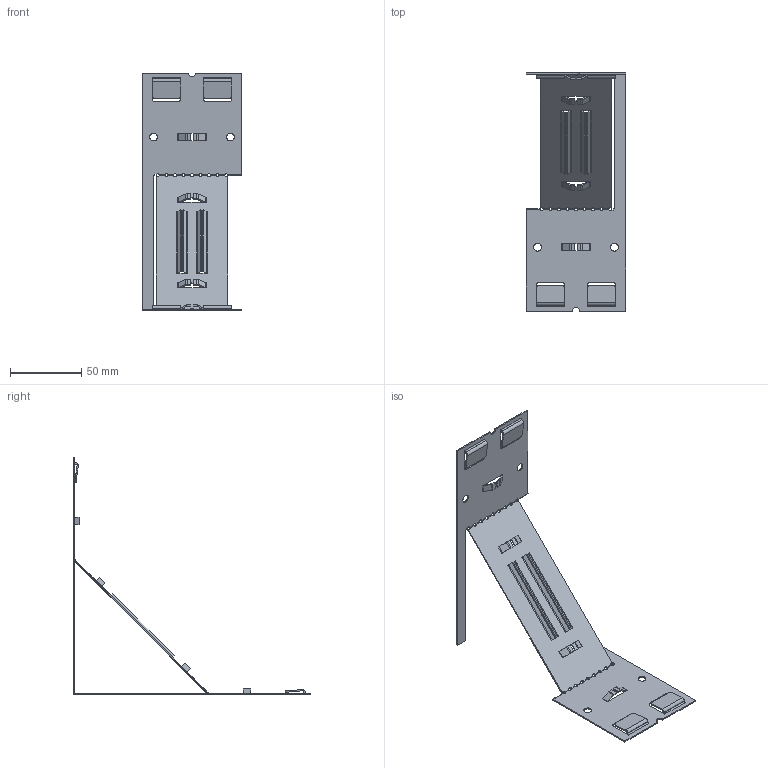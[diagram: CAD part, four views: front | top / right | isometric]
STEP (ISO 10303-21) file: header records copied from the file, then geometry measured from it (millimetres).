
FILE_DESCRIPTION(/* description */ ('Panelfäste hörn'),/* implementation_level */ '2;1');
FILE_NAME(/* name */ 'HINT-FE-035.stp',/* time_stamp */ '2015-06-22T13:12:24+02:00',/* author */ ('JJ'),/* organization */ (''),/* preprocessor_version */ 'ST-DEVELOPER v15.6',/* originating_system */ 'Autodesk Inventor 2015',/* authorisation */ '');
FILE_SCHEMA (('AUTOMOTIVE_DESIGN { 1 0 10303 214 3 1 1 }'));
Length unit declared in the file: millimetre
Products named in the file (2): HINT-FE-007; HINT-FE-035
Assembly tree (1 placements, depth 2):
  HINT-FE-035
    HINT-FE-007
Bounding box: 70 x 167.32 x 167.32 mm (x, y, z)
Volume: 16242.2 mm3; surface area: 38262 mm2
Topology: 1 solids, 1 shells, 496 faces, 1266 edges, 744 vertices
Faces by surface type: plane 306, cylinder 154, bspline 36
Full cylindrical faces by diameter (mm): 5.5 x4
Entity records: 20730 total; most frequent: CARTESIAN_POINT 8845, ORIENTED_EDGE 2524, DIRECTION 2352, EDGE_CURVE 1262, LINE 954, VECTOR 954, VERTEX_POINT 744, AXIS2_PLACEMENT_3D 699
